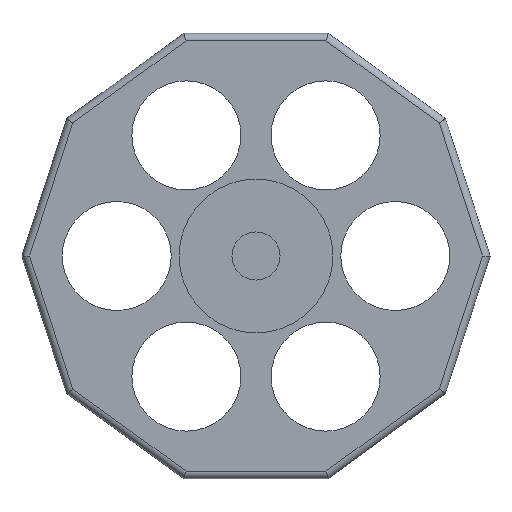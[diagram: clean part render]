
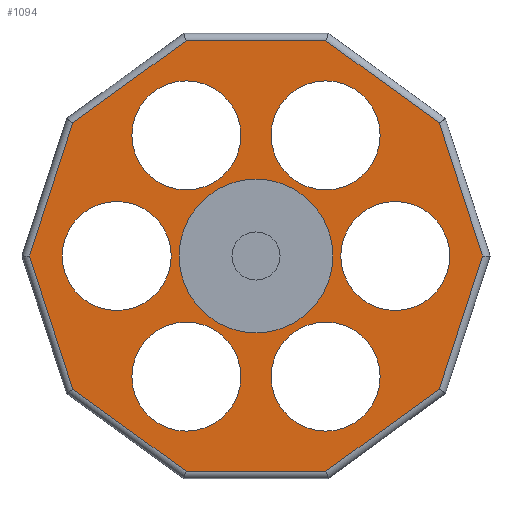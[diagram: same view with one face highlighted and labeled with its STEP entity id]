
A CAD part, front view. The second image highlights one B-rep face of the part: STEP entity #1094.
In plain terms, the highlighted planar face has unit normal (0, -1, 0).
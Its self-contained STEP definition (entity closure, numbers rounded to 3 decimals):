
#36=FACE_BOUND('',#178,.T.);
#37=FACE_BOUND('',#179,.T.);
#38=FACE_BOUND('',#180,.T.);
#39=FACE_BOUND('',#181,.T.);
#40=FACE_BOUND('',#182,.T.);
#41=FACE_BOUND('',#183,.T.);
#42=FACE_BOUND('',#184,.T.);
#58=PLANE('',#1207);
#112=FACE_OUTER_BOUND('',#177,.T.);
#177=EDGE_LOOP('',(#828,#829,#830,#831,#832,#833,#834,#835,#836,#837));
#178=EDGE_LOOP('',(#838));
#179=EDGE_LOOP('',(#839));
#180=EDGE_LOOP('',(#840));
#181=EDGE_LOOP('',(#841));
#182=EDGE_LOOP('',(#842));
#183=EDGE_LOOP('',(#843));
#184=EDGE_LOOP('',(#844));
#239=LINE('',#1630,#357);
#241=LINE('',#1638,#359);
#243=LINE('',#1644,#361);
#246=LINE('',#1652,#364);
#248=LINE('',#1658,#366);
#250=LINE('',#1664,#368);
#252=LINE('',#1670,#370);
#253=LINE('',#1674,#371);
#256=LINE('',#1682,#374);
#258=LINE('',#1686,#376);
#357=VECTOR('',#1320,10.);
#359=VECTOR('',#1328,10.);
#361=VECTOR('',#1334,10.);
#364=VECTOR('',#1341,10.);
#366=VECTOR('',#1347,10.);
#368=VECTOR('',#1353,10.);
#370=VECTOR('',#1359,10.);
#371=VECTOR('',#1364,10.);
#374=VECTOR('',#1371,10.);
#376=VECTOR('',#1377,10.);
#467=CIRCLE('',#1157,9.);
#469=CIRCLE('',#1160,9.);
#471=CIRCLE('',#1163,9.);
#473=CIRCLE('',#1166,9.);
#475=CIRCLE('',#1169,9.);
#477=CIRCLE('',#1172,9.);
#482=CIRCLE('',#1180,12.7);
#483=VERTEX_POINT('',#1578);
#485=VERTEX_POINT('',#1584);
#487=VERTEX_POINT('',#1590);
#489=VERTEX_POINT('',#1596);
#491=VERTEX_POINT('',#1602);
#493=VERTEX_POINT('',#1608);
#498=VERTEX_POINT('',#1623);
#499=VERTEX_POINT('',#1628);
#500=VERTEX_POINT('',#1629);
#503=VERTEX_POINT('',#1637);
#505=VERTEX_POINT('',#1643);
#508=VERTEX_POINT('',#1651);
#510=VERTEX_POINT('',#1657);
#512=VERTEX_POINT('',#1663);
#514=VERTEX_POINT('',#1669);
#515=VERTEX_POINT('',#1673);
#518=VERTEX_POINT('',#1681);
#579=EDGE_CURVE('',#483,#483,#467,.T.);
#582=EDGE_CURVE('',#485,#485,#469,.T.);
#585=EDGE_CURVE('',#487,#487,#471,.T.);
#588=EDGE_CURVE('',#489,#489,#473,.T.);
#591=EDGE_CURVE('',#491,#491,#475,.T.);
#594=EDGE_CURVE('',#493,#493,#477,.T.);
#602=EDGE_CURVE('',#498,#498,#482,.T.);
#603=EDGE_CURVE('',#499,#500,#239,.T.);
#607=EDGE_CURVE('',#500,#503,#241,.T.);
#610=EDGE_CURVE('',#503,#505,#243,.T.);
#614=EDGE_CURVE('',#505,#508,#246,.T.);
#617=EDGE_CURVE('',#508,#510,#248,.T.);
#620=EDGE_CURVE('',#510,#512,#250,.T.);
#623=EDGE_CURVE('',#512,#514,#252,.T.);
#625=EDGE_CURVE('',#515,#499,#253,.T.);
#629=EDGE_CURVE('',#514,#518,#256,.T.);
#632=EDGE_CURVE('',#518,#515,#258,.T.);
#828=ORIENTED_EDGE('',*,*,#603,.F.);
#829=ORIENTED_EDGE('',*,*,#625,.F.);
#830=ORIENTED_EDGE('',*,*,#632,.F.);
#831=ORIENTED_EDGE('',*,*,#629,.F.);
#832=ORIENTED_EDGE('',*,*,#623,.F.);
#833=ORIENTED_EDGE('',*,*,#620,.F.);
#834=ORIENTED_EDGE('',*,*,#617,.F.);
#835=ORIENTED_EDGE('',*,*,#614,.F.);
#836=ORIENTED_EDGE('',*,*,#610,.F.);
#837=ORIENTED_EDGE('',*,*,#607,.F.);
#838=ORIENTED_EDGE('',*,*,#579,.T.);
#839=ORIENTED_EDGE('',*,*,#582,.T.);
#840=ORIENTED_EDGE('',*,*,#585,.T.);
#841=ORIENTED_EDGE('',*,*,#588,.T.);
#842=ORIENTED_EDGE('',*,*,#591,.T.);
#843=ORIENTED_EDGE('',*,*,#594,.T.);
#844=ORIENTED_EDGE('',*,*,#602,.T.);
#1094=ADVANCED_FACE('',(#112,#36,#37,#38,#39,#40,#41,#42),#58,.F.);
#1157=AXIS2_PLACEMENT_3D('',#1579,#1260,#1261);
#1160=AXIS2_PLACEMENT_3D('',#1585,#1267,#1268);
#1163=AXIS2_PLACEMENT_3D('',#1591,#1274,#1275);
#1166=AXIS2_PLACEMENT_3D('',#1597,#1281,#1282);
#1169=AXIS2_PLACEMENT_3D('',#1603,#1288,#1289);
#1172=AXIS2_PLACEMENT_3D('',#1609,#1295,#1296);
#1180=AXIS2_PLACEMENT_3D('',#1625,#1314,#1315);
#1207=AXIS2_PLACEMENT_3D('',#1709,#1399,#1400);
#1260=DIRECTION('center_axis',(0.,1.,0.));
#1261=DIRECTION('ref_axis',(1.,0.,0.));
#1267=DIRECTION('center_axis',(0.,1.,0.));
#1268=DIRECTION('ref_axis',(1.,0.,0.));
#1274=DIRECTION('center_axis',(0.,1.,0.));
#1275=DIRECTION('ref_axis',(1.,0.,0.));
#1281=DIRECTION('center_axis',(0.,1.,0.));
#1282=DIRECTION('ref_axis',(1.,0.,0.));
#1288=DIRECTION('center_axis',(0.,1.,0.));
#1289=DIRECTION('ref_axis',(1.,0.,0.));
#1295=DIRECTION('center_axis',(0.,1.,0.));
#1296=DIRECTION('ref_axis',(1.,0.,0.));
#1314=DIRECTION('center_axis',(0.,1.,0.));
#1315=DIRECTION('ref_axis',(1.,0.,0.));
#1320=DIRECTION('',(-0.309,0.,0.951));
#1328=DIRECTION('',(0.309,0.,0.951));
#1334=DIRECTION('',(0.809,0.,0.588));
#1341=DIRECTION('',(1.,0.,0.));
#1347=DIRECTION('',(0.809,0.,-0.588));
#1353=DIRECTION('',(0.309,0.,-0.951));
#1359=DIRECTION('',(-0.309,0.,-0.951));
#1364=DIRECTION('',(-0.809,0.,0.588));
#1371=DIRECTION('',(-0.809,0.,-0.588));
#1377=DIRECTION('',(-1.,0.,0.));
#1399=DIRECTION('center_axis',(0.,1.,0.));
#1400=DIRECTION('ref_axis',(0.,0.,1.));
#1578=CARTESIAN_POINT('',(2.5,0.,-19.919));
#1579=CARTESIAN_POINT('Origin',(11.5,0.,-19.919));
#1584=CARTESIAN_POINT('',(14.,0.,0.));
#1585=CARTESIAN_POINT('Origin',(23.,0.,0.));
#1590=CARTESIAN_POINT('',(-32.,0.,0.));
#1591=CARTESIAN_POINT('Origin',(-23.,0.,0.));
#1596=CARTESIAN_POINT('',(-20.5,0.,-19.919));
#1597=CARTESIAN_POINT('Origin',(-11.5,0.,-19.919));
#1602=CARTESIAN_POINT('',(2.5,0.,19.919));
#1603=CARTESIAN_POINT('Origin',(11.5,0.,19.919));
#1608=CARTESIAN_POINT('',(-20.5,0.,19.919));
#1609=CARTESIAN_POINT('Origin',(-11.5,0.,19.919));
#1623=CARTESIAN_POINT('',(-12.7,0.,0.));
#1625=CARTESIAN_POINT('Origin',(0.,0.,0.));
#1628=CARTESIAN_POINT('',(-30.241,0.,-21.971));
#1629=CARTESIAN_POINT('',(-37.38,0.,0.));
#1630=CARTESIAN_POINT('',(-31.965,0.,-16.664));
#1637=CARTESIAN_POINT('',(-30.241,0.,21.971));
#1638=CARTESIAN_POINT('',(-35.655,0.,5.307));
#1643=CARTESIAN_POINT('',(-11.551,0.,35.55));
#1644=CARTESIAN_POINT('',(-25.726,0.,25.252));
#1651=CARTESIAN_POINT('',(11.551,0.,35.55));
#1652=CARTESIAN_POINT('',(-5.97,0.,35.55));
#1657=CARTESIAN_POINT('',(30.241,0.,21.971));
#1658=CARTESIAN_POINT('',(16.066,0.,32.27));
#1663=CARTESIAN_POINT('',(37.38,0.,0.));
#1664=CARTESIAN_POINT('',(31.965,0.,16.664));
#1669=CARTESIAN_POINT('',(30.241,0.,-21.971));
#1670=CARTESIAN_POINT('',(35.655,0.,-5.307));
#1673=CARTESIAN_POINT('',(-11.551,0.,-35.55));
#1674=CARTESIAN_POINT('',(-16.066,0.,-32.27));
#1681=CARTESIAN_POINT('',(11.551,0.,-35.55));
#1682=CARTESIAN_POINT('',(25.726,0.,-25.252));
#1686=CARTESIAN_POINT('',(5.97,0.,-35.55));
#1709=CARTESIAN_POINT('Origin',(0.,0.,0.));
